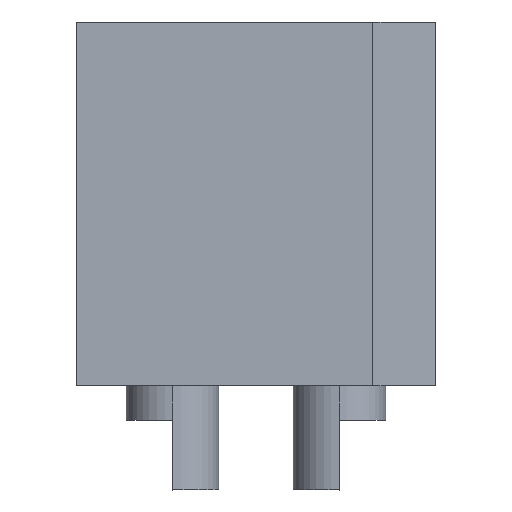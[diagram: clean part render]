
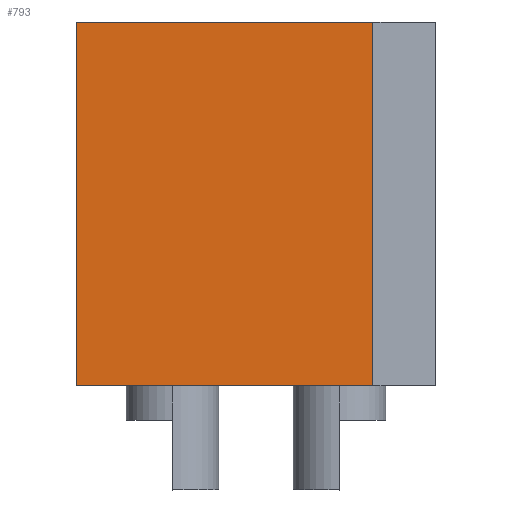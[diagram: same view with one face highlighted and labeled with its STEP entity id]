
A CAD part, top view. The second image highlights one B-rep face of the part: STEP entity #793.
In plain terms, the highlighted planar face has unit normal (0, 0, 1).
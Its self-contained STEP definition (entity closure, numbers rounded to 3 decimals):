
#71 = VERTEX_POINT ( 'NONE', #1759 ) ;
#88 = LINE ( 'NONE', #696, #1056 ) ;
#102 = DIRECTION ( 'NONE',  ( 0., -1., 0. ) ) ;
#183 = PLANE ( 'NONE',  #977 ) ;
#222 = DIRECTION ( 'NONE',  ( 1., 0., 0. ) ) ;
#239 = LINE ( 'NONE', #425, #1950 ) ;
#275 = DIRECTION ( 'NONE',  ( 0., -1., 0. ) ) ;
#358 = CARTESIAN_POINT ( 'NONE',  ( 0., 0., 4.05 ) ) ;
#425 = CARTESIAN_POINT ( 'NONE',  ( 5.05, 7.9, 4.05 ) ) ;
#428 = EDGE_CURVE ( 'NONE', #1713, #1030, #896, .T. ) ;
#441 = CARTESIAN_POINT ( 'NONE',  ( -7.75, 7.9, 4.05 ) ) ;
#464 = VECTOR ( 'NONE', #275, 1000. ) ;
#493 = CARTESIAN_POINT ( 'NONE',  ( -7.75, 15.7, 4.05 ) ) ;
#537 = ORIENTED_EDGE ( 'NONE', *, *, #1377, .T. ) ;
#696 = CARTESIAN_POINT ( 'NONE',  ( -7.75, 15.7, 4.05 ) ) ;
#793 = ADVANCED_FACE ( 'NONE', ( #1549 ), #183, .F. ) ;
#832 = CARTESIAN_POINT ( 'NONE',  ( 0., 7.9, 4.05 ) ) ;
#848 = CARTESIAN_POINT ( 'NONE',  ( -7.75, 0., 4.05 ) ) ;
#896 = LINE ( 'NONE', #441, #464 ) ;
#943 = VERTEX_POINT ( 'NONE', #1848 ) ;
#957 = ORIENTED_EDGE ( 'NONE', *, *, #1444, .F. ) ;
#976 = LINE ( 'NONE', #358, #1052 ) ;
#977 = AXIS2_PLACEMENT_3D ( 'NONE', #832, #1589, #1443 ) ;
#1030 = VERTEX_POINT ( 'NONE', #848 ) ;
#1052 = VECTOR ( 'NONE', #1593, 1000. ) ;
#1056 = VECTOR ( 'NONE', #222, 1000. ) ;
#1111 = ORIENTED_EDGE ( 'NONE', *, *, #1954, .F. ) ;
#1159 = EDGE_LOOP ( 'NONE', ( #537, #957, #1111, #1400 ) ) ;
#1377 = EDGE_CURVE ( 'NONE', #1030, #943, #976, .T. ) ;
#1400 = ORIENTED_EDGE ( 'NONE', *, *, #428, .T. ) ;
#1443 = DIRECTION ( 'NONE',  ( -1., 0., 0. ) ) ;
#1444 = EDGE_CURVE ( 'NONE', #71, #943, #239, .T. ) ;
#1549 = FACE_OUTER_BOUND ( 'NONE', #1159, .T. ) ;
#1589 = DIRECTION ( 'NONE',  ( 0., 0., -1. ) ) ;
#1593 = DIRECTION ( 'NONE',  ( 1., 0., 0. ) ) ;
#1713 = VERTEX_POINT ( 'NONE', #493 ) ;
#1759 = CARTESIAN_POINT ( 'NONE',  ( 5.05, 15.7, 4.05 ) ) ;
#1848 = CARTESIAN_POINT ( 'NONE',  ( 5.05, 0., 4.05 ) ) ;
#1950 = VECTOR ( 'NONE', #102, 1000. ) ;
#1954 = EDGE_CURVE ( 'NONE', #1713, #71, #88, .T. ) ;
